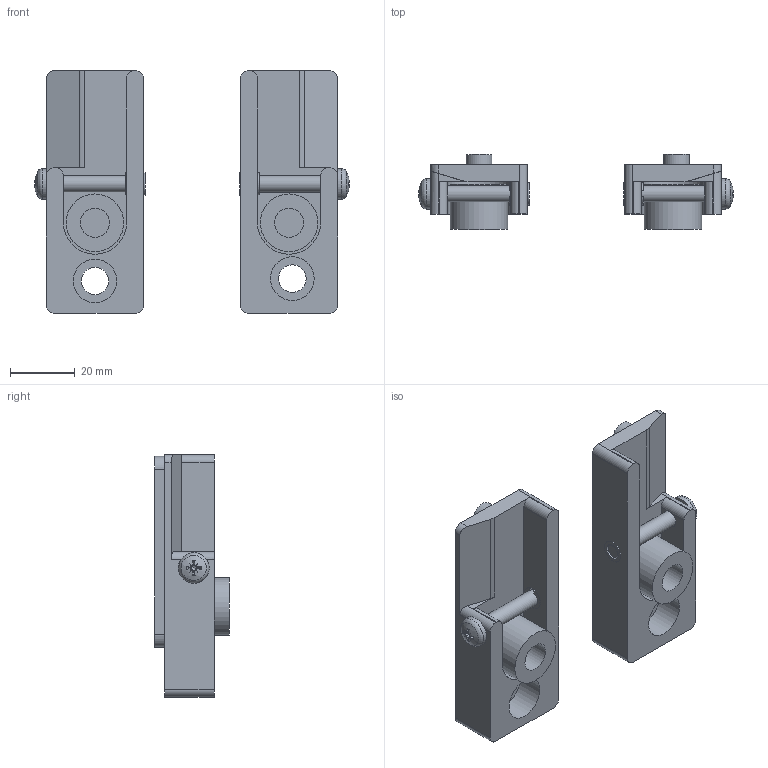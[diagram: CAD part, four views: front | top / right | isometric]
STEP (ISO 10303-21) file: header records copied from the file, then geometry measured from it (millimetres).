
FILE_DESCRIPTION(/* description */ (''),/* implementation_level */ '2;1');
FILE_NAME(/* name */ '534019.stp',/* time_stamp */ '2023-02-09T12:49:22+01:00',/* author */ ('aluteckkpl_kk'),/* organization */ (''),/* preprocessor_version */ 'ST-DEVELOPER v18.1',/* originating_system */ 'Autodesk Inventor 2021',/* authorisation */ '');
FILE_SCHEMA (('CONFIG_CONTROL_DESIGN'));
Length unit declared in the file: millimetre
Products named in the file (3): 534019; 534019L; 534019P
Assembly tree (2 placements, depth 2):
  534019
    534019L
    534019P
Bounding box: 97.29 x 23.1 x 75 mm (x, y, z)
Volume: 46130.5 mm3; surface area: 24012.2 mm2
Topology: 8 solids, 8 shells, 200 faces, 558 edges, 378 vertices
Faces by surface type: plane 100, cylinder 52, cone 34, torus 12, sphere 2
Full cylindrical faces by diameter (mm): 4.567 x2, 5 x4, 5.4 x2, 7 x4, 8.5 x2, 9 x2, 13.5 x2, 16.7 x2, 17.8 x2
Entity records: 7306 total; most frequent: CARTESIAN_POINT 1851, DIRECTION 1118, ORIENTED_EDGE 1112, EDGE_CURVE 556, AXIS2_PLACEMENT_3D 453, VERTEX_POINT 378, CIRCLE 228, EDGE_LOOP 226
